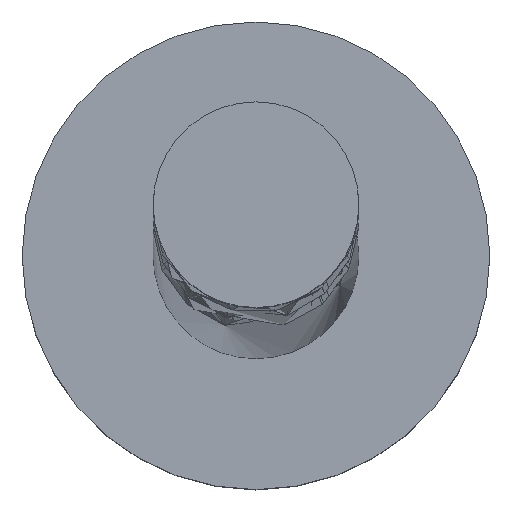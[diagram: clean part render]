
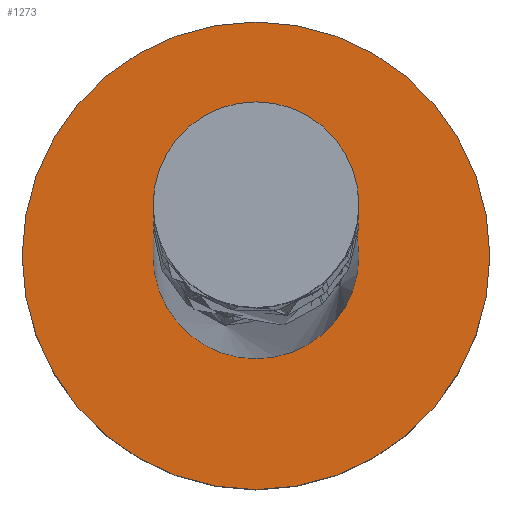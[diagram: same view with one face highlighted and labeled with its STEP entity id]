
A CAD part, top view. The second image highlights one B-rep face of the part: STEP entity #1273.
In plain terms, the highlighted planar face has unit normal (0, 0, 1).
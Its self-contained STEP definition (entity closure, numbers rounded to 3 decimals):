
#14 = EDGE_LOOP ( 'NONE', ( #969, #1613 ) ) ;
#156 = DIRECTION ( 'NONE',  ( 1., 0., 0. ) ) ;
#194 = CARTESIAN_POINT ( 'NONE',  ( -2.5, 0., 2. ) ) ;
#224 = DIRECTION ( 'NONE',  ( 1., 0., 0. ) ) ;
#247 = VERTEX_POINT ( 'NONE', #1042 ) ;
#261 = VERTEX_POINT ( 'NONE', #526 ) ;
#277 = FACE_BOUND ( 'NONE', #14, .T. ) ;
#309 = EDGE_CURVE ( 'NONE', #247, #1033, #951, .T. ) ;
#381 = ORIENTED_EDGE ( 'NONE', *, *, #1605, .T. ) ;
#386 = DIRECTION ( 'NONE',  ( 0., 0., 1. ) ) ;
#406 = CARTESIAN_POINT ( 'NONE',  ( 0., 0., 2. ) ) ;
#493 = DIRECTION ( 'NONE',  ( 1., 0., 0. ) ) ;
#526 = CARTESIAN_POINT ( 'NONE',  ( -1.1, 0., 2. ) ) ;
#559 = VERTEX_POINT ( 'NONE', #1472 ) ;
#668 = EDGE_LOOP ( 'NONE', ( #381, #1493 ) ) ;
#710 = EDGE_CURVE ( 'NONE', #261, #559, #1753, .T. ) ;
#727 = CIRCLE ( 'NONE', #929, 2.5 ) ;
#777 = CARTESIAN_POINT ( 'NONE',  ( 0., 0., 2. ) ) ;
#868 = AXIS2_PLACEMENT_3D ( 'NONE', #1056, #386, #493 ) ;
#902 = AXIS2_PLACEMENT_3D ( 'NONE', #406, #1641, #1103 ) ;
#912 = DIRECTION ( 'NONE',  ( 0., 0., 1. ) ) ;
#929 = AXIS2_PLACEMENT_3D ( 'NONE', #1191, #1315, #224 ) ;
#951 = CIRCLE ( 'NONE', #868, 2.5 ) ;
#969 = ORIENTED_EDGE ( 'NONE', *, *, #710, .F. ) ;
#1033 = VERTEX_POINT ( 'NONE', #194 ) ;
#1042 = CARTESIAN_POINT ( 'NONE',  ( 2.5, 0., 2. ) ) ;
#1056 = CARTESIAN_POINT ( 'NONE',  ( 0., 0., 2. ) ) ;
#1103 = DIRECTION ( 'NONE',  ( 1., 0., 0. ) ) ;
#1105 = FACE_OUTER_BOUND ( 'NONE', #668, .T. ) ;
#1191 = CARTESIAN_POINT ( 'NONE',  ( 0., 0., 2. ) ) ;
#1259 = DIRECTION ( 'NONE',  ( 0., 0., 1. ) ) ;
#1273 = ADVANCED_FACE ( 'NONE', ( #277, #1105 ), #1391, .T. ) ;
#1312 = AXIS2_PLACEMENT_3D ( 'NONE', #777, #912, #1474 ) ;
#1315 = DIRECTION ( 'NONE',  ( 0., 0., 1. ) ) ;
#1368 = CIRCLE ( 'NONE', #1312, 1.1 ) ;
#1391 = PLANE ( 'NONE',  #1544 ) ;
#1436 = EDGE_CURVE ( 'NONE', #559, #261, #1368, .T. ) ;
#1472 = CARTESIAN_POINT ( 'NONE',  ( 1.1, 0., 2. ) ) ;
#1474 = DIRECTION ( 'NONE',  ( 1., 0., 0. ) ) ;
#1493 = ORIENTED_EDGE ( 'NONE', *, *, #309, .T. ) ;
#1544 = AXIS2_PLACEMENT_3D ( 'NONE', #1652, #1259, #156 ) ;
#1605 = EDGE_CURVE ( 'NONE', #1033, #247, #727, .T. ) ;
#1613 = ORIENTED_EDGE ( 'NONE', *, *, #1436, .F. ) ;
#1641 = DIRECTION ( 'NONE',  ( 0., 0., 1. ) ) ;
#1652 = CARTESIAN_POINT ( 'NONE',  ( 0., 0., 2. ) ) ;
#1753 = CIRCLE ( 'NONE', #902, 1.1 ) ;
